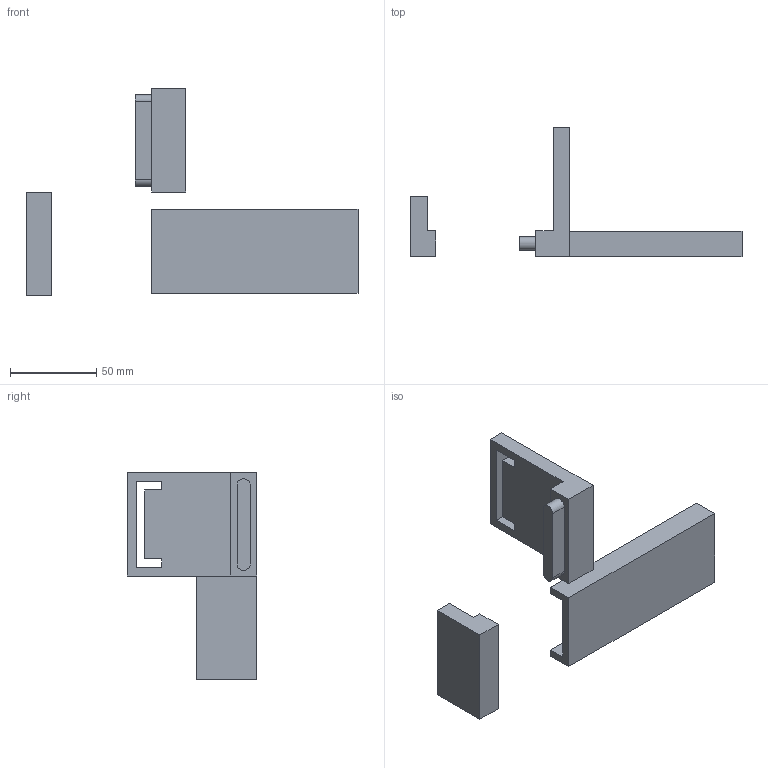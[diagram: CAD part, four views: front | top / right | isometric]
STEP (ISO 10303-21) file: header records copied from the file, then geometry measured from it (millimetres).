
FILE_DESCRIPTION(/* description */ (''),/* implementation_level */ '2;1');
FILE_NAME(/* name */ 'Sestava123 v4.step',/* time_stamp */ '2025-06-16T16:18:33+02:00',/* author */ (''),/* organization */ (''),/* preprocessor_version */ 'ST-DEVELOPER v20.1',/* originating_system */ 'Autodesk Translation Framework v14.10.0.0',/* authorisation */ '');
FILE_SCHEMA (('AUTOMOTIVE_DESIGN { 1 0 10303 214 3 1 1 }'));
Length unit declared in the file: millimetre
Products named in the file (1): Sestava123
Bounding box: 193.02 x 75 x 120 mm (x, y, z)
Volume: 113078.4 mm3; surface area: 41380.3 mm2
Topology: 3 solids, 3 shells, 44 faces, 108 edges, 72 vertices
Faces by surface type: plane 40, cylinder 4
Entity records: 1315 total; most frequent: CARTESIAN_POINT 225, ORIENTED_EDGE 216, DIRECTION 206, EDGE_CURVE 108, LINE 100, VECTOR 100, VERTEX_POINT 72, AXIS2_PLACEMENT_3D 53
